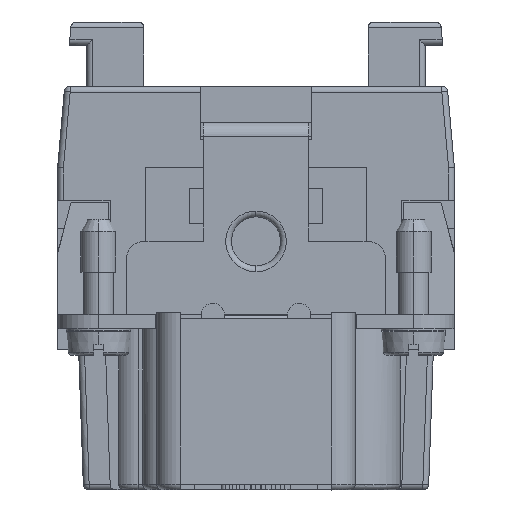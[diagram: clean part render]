
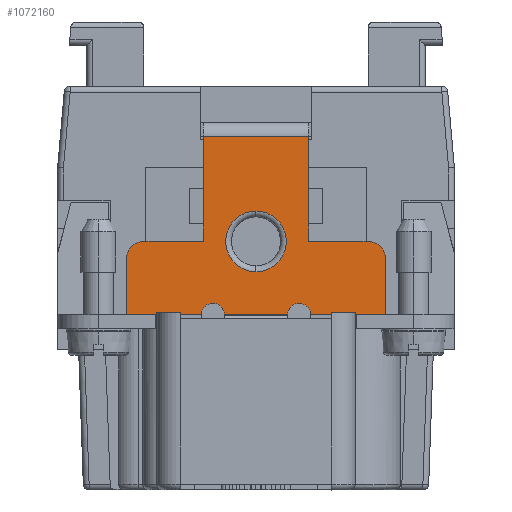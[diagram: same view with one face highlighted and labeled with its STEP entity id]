
A CAD part, left-side view. The second image highlights one B-rep face of the part: STEP entity #1072160.
In plain terms, the highlighted planar face has unit normal (-1, 0, 0).
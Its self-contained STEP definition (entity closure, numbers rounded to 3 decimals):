
#12830=CARTESIAN_POINT('',(14.446,74.176,
1.8));
#12840=VERTEX_POINT('',#12830);
#12890=CARTESIAN_POINT('',(14.446,74.176,
-21.2));
#12900=DIRECTION('',(0.,0.,-1.));
#12910=VECTOR('',#12900,1.);
#12920=LINE('',#12890,#12910);
#12930=CARTESIAN_POINT('',(14.446,74.176,
3.3));
#12940=VERTEX_POINT('',#12930);
#12950=EDGE_CURVE('',#12940,#12840,#12920,.T.);
#13170=CARTESIAN_POINT('',(14.446,74.176,
6.3));
#13180=VERTEX_POINT('',#13170);
#13210=CARTESIAN_POINT('',(14.446,74.176,
10.8));
#13220=VERTEX_POINT('',#13210);
#13230=EDGE_CURVE('',#13220,#13180,#12920,.T.);
#112910=CARTESIAN_POINT('',(14.446,83.176,
10.8));
#112920=VERTEX_POINT('',#112910);
#112950=CARTESIAN_POINT('',(14.446,83.176,
-21.2));
#112960=DIRECTION('',(0.,0.,1.));
#112970=VECTOR('',#112960,1.);
#112980=LINE('',#112950,#112970);
#112990=CARTESIAN_POINT('',(14.446,83.176,
6.3));
#113000=VERTEX_POINT('',#112990);
#113010=EDGE_CURVE('',#113000,#112920,#112980,.T.);
#113230=CARTESIAN_POINT('',(14.446,83.176,
3.3));
#113240=VERTEX_POINT('',#113230);
#113270=CARTESIAN_POINT('',(14.446,83.176,
1.8));
#113280=VERTEX_POINT('',#113270);
#113290=EDGE_CURVE('',#113280,#113240,#112980,.T.);
#1070570=CARTESIAN_POINT('',(14.446,78.676,
-0.8));
#1070580=VERTEX_POINT('',#1070570);
#1070610=CARTESIAN_POINT('',(14.446,78.676,
1.8));
#1070620=DIRECTION('',(-1.,0.,0.));
#1070630=DIRECTION('',(0.,-1.,0.));
#1070640=AXIS2_PLACEMENT_3D('',#1070610,#1070620,#1070630);
#1070650=CIRCLE('',#1070640,2.6);
#1070660=CARTESIAN_POINT('',(14.446,78.676,
4.4));
#1070670=VERTEX_POINT('',#1070660);
#1070680=EDGE_CURVE('',#1070670,#1070580,#1070650,.T.);
#1070880=CARTESIAN_POINT('',(14.446,78.128,
-2.634));
#1070890=DIRECTION('',(-1.,0.,0.));
#1070900=DIRECTION('',(0.,-1.,0.));
#1070910=AXIS2_PLACEMENT_3D('',#1070880,#1070890,#1070900);
#1070920=PLANE('',#1070910);
#1070930=CARTESIAN_POINT('',(14.446,76.076,
1.8));
#1070940=VERTEX_POINT('',#1070930);
#1070950=EDGE_CURVE('',#1070940,#1070670,#1070650,.T.);
#1070960=ORIENTED_EDGE('',*,*,#1070950,.F.);
#1070970=ORIENTED_EDGE('',*,*,#1070680,.F.);
#1070980=EDGE_CURVE('',#1070580,#1070940,#1070650,.T.);
#1070990=ORIENTED_EDGE('',*,*,#1070980,.F.);
#1071000=EDGE_LOOP('',(#1070990,#1070970,#1070960));
#1071010=FACE_BOUND('',#1071000,.T.);
#1071020=CARTESIAN_POINT('',(14.446,88.276,
0.3));
#1071030=DIRECTION('',(1.,0.,0.));
#1071040=DIRECTION('',(0.,1.,0.));
#1071050=AXIS2_PLACEMENT_3D('',#1071020,#1071030,#1071040);
#1071060=CIRCLE('',#1071050,1.5);
#1071070=CARTESIAN_POINT('',(14.446,89.776,
0.3));
#1071080=VERTEX_POINT('',#1071070);
#1071090=CARTESIAN_POINT('',(14.446,88.276,
1.8));
#1071100=VERTEX_POINT('',#1071090);
#1071110=EDGE_CURVE('',#1071080,#1071100,#1071060,.T.);
#1071120=ORIENTED_EDGE('',*,*,#1071110,.F.);
#1071130=CARTESIAN_POINT('',(14.446,122.675,
1.8));
#1071140=DIRECTION('',(0.,-1.,0.));
#1071150=VECTOR('',#1071140,1.);
#1071160=LINE('',#1071130,#1071150);
#1071170=EDGE_CURVE('',#1071100,#113280,#1071160,.T.);
#1071180=ORIENTED_EDGE('',*,*,#1071170,.F.);
#1071190=ORIENTED_EDGE('',*,*,#113290,.F.);
#1071200=CARTESIAN_POINT('',(14.446,83.176,
-21.2));
#1071210=DIRECTION('',(0.,0.,1.));
#1071220=VECTOR('',#1071210,1.);
#1071230=LINE('',#1071200,#1071220);
#1071240=EDGE_CURVE('',#113240,#113000,#1071230,.T.);
#1071250=ORIENTED_EDGE('',*,*,#1071240,.F.);
#1071260=ORIENTED_EDGE('',*,*,#113010,.F.);
#1071270=CARTESIAN_POINT('',(14.446,122.675,
10.8));
#1071280=DIRECTION('',(0.,-1.,0.));
#1071290=VECTOR('',#1071280,1.);
#1071300=LINE('',#1071270,#1071290);
#1071310=EDGE_CURVE('',#112920,#13220,#1071300,.T.);
#1071320=ORIENTED_EDGE('',*,*,#1071310,.F.);
#1071330=ORIENTED_EDGE('',*,*,#13230,.F.);
#1071340=CARTESIAN_POINT('',(14.446,74.176,
-21.2));
#1071350=DIRECTION('',(0.,0.,1.));
#1071360=VECTOR('',#1071350,1.);
#1071370=LINE('',#1071340,#1071360);
#1071380=EDGE_CURVE('',#12940,#13180,#1071370,.T.);
#1071390=ORIENTED_EDGE('',*,*,#1071380,.T.);
#1071400=ORIENTED_EDGE('',*,*,#12950,.F.);
#1071410=CARTESIAN_POINT('',(14.446,122.675,
1.8));
#1071420=DIRECTION('',(0.,-1.,0.));
#1071430=VECTOR('',#1071420,1.);
#1071440=LINE('',#1071410,#1071430);
#1071450=CARTESIAN_POINT('',(14.446,69.076,
1.8));
#1071460=VERTEX_POINT('',#1071450);
#1071470=EDGE_CURVE('',#12840,#1071460,#1071440,.T.);
#1071480=ORIENTED_EDGE('',*,*,#1071470,.F.);
#1071490=CARTESIAN_POINT('',(14.446,69.076,
0.3));
#1071500=DIRECTION('',(1.,0.,0.));
#1071510=DIRECTION('',(0.,1.,0.));
#1071520=AXIS2_PLACEMENT_3D('',#1071490,#1071500,#1071510);
#1071530=CIRCLE('',#1071520,1.5);
#1071540=CARTESIAN_POINT('',(14.446,67.576,
0.3));
#1071550=VERTEX_POINT('',#1071540);
#1071560=EDGE_CURVE('',#1071460,#1071550,#1071530,.T.);
#1071570=ORIENTED_EDGE('',*,*,#1071560,.F.);
#1071580=CARTESIAN_POINT('',(14.446,67.576,
-21.2));
#1071590=DIRECTION('',(0.,0.,-1.));
#1071600=VECTOR('',#1071590,1.);
#1071610=LINE('',#1071580,#1071600);
#1071620=CARTESIAN_POINT('',(14.446,67.576,
-4.5));
#1071630=VERTEX_POINT('',#1071620);
#1071640=EDGE_CURVE('',#1071550,#1071630,#1071610,.T.);
#1071650=ORIENTED_EDGE('',*,*,#1071640,.F.);
#1071660=CARTESIAN_POINT('',(14.446,122.675,
-4.5));
#1071670=DIRECTION('',(0.,1.,0.));
#1071680=VECTOR('',#1071670,1.);
#1071690=LINE('',#1071660,#1071680);
#1071700=CARTESIAN_POINT('',(14.446,73.976,
-4.5));
#1071710=VERTEX_POINT('',#1071700);
#1071720=EDGE_CURVE('',#1071630,#1071710,#1071690,.T.);
#1071730=ORIENTED_EDGE('',*,*,#1071720,.F.);
#1071740=CARTESIAN_POINT('',(14.446,74.976,
-4.5));
#1071750=DIRECTION('',(-1.,0.,0.));
#1071760=DIRECTION('',(0.,-1.,0.));
#1071770=AXIS2_PLACEMENT_3D('',#1071740,#1071750,#1071760);
#1071780=CIRCLE('',#1071770,1.);
#1071790=CARTESIAN_POINT('',(14.446,75.974,
-4.446));
#1071800=VERTEX_POINT('',#1071790);
#1071810=EDGE_CURVE('',#1071710,#1071800,#1071780,.T.);
#1071820=ORIENTED_EDGE('',*,*,#1071810,.F.);
#1071830=CARTESIAN_POINT('',(14.446,122.675,
-4.446));
#1071840=DIRECTION('',(0.,-1.,0.));
#1071850=VECTOR('',#1071840,1.);
#1071860=LINE('',#1071830,#1071850);
#1071870=CARTESIAN_POINT('',(14.446,81.377,
-4.446));
#1071880=VERTEX_POINT('',#1071870);
#1071890=EDGE_CURVE('',#1071880,#1071800,#1071860,.T.);
#1071900=ORIENTED_EDGE('',*,*,#1071890,.T.);
#1071910=CARTESIAN_POINT('',(14.446,82.376,
-4.5));
#1071920=DIRECTION('',(-1.,0.,0.));
#1071930=DIRECTION('',(0.,-1.,0.));
#1071940=AXIS2_PLACEMENT_3D('',#1071910,#1071920,#1071930);
#1071950=CIRCLE('',#1071940,1.);
#1071960=CARTESIAN_POINT('',(14.446,83.376,
-4.5));
#1071970=VERTEX_POINT('',#1071960);
#1071980=EDGE_CURVE('',#1071880,#1071970,#1071950,.T.);
#1071990=ORIENTED_EDGE('',*,*,#1071980,.F.);
#1072000=CARTESIAN_POINT('',(14.446,122.675,
-4.5));
#1072010=DIRECTION('',(0.,1.,0.));
#1072020=VECTOR('',#1072010,1.);
#1072030=LINE('',#1072000,#1072020);
#1072040=CARTESIAN_POINT('',(14.446,89.776,
-4.5));
#1072050=VERTEX_POINT('',#1072040);
#1072060=EDGE_CURVE('',#1071970,#1072050,#1072030,.T.);
#1072070=ORIENTED_EDGE('',*,*,#1072060,.F.);
#1072080=CARTESIAN_POINT('',(14.446,89.776,
-21.2));
#1072090=DIRECTION('',(0.,0.,1.));
#1072100=VECTOR('',#1072090,1.);
#1072110=LINE('',#1072080,#1072100);
#1072120=EDGE_CURVE('',#1072050,#1071080,#1072110,.T.);
#1072130=ORIENTED_EDGE('',*,*,#1072120,.F.);
#1072140=EDGE_LOOP('',(#1072130,#1072070,#1071990,#1071900,#1071820,
#1071730,#1071650,#1071570,#1071480,#1071400,#1071390,#1071330,#1071320,
#1071260,#1071250,#1071190,#1071180,#1071120));
#1072150=FACE_OUTER_BOUND('',#1072140,.T.);
#1072160=ADVANCED_FACE('',(#1071010,#1072150),#1070920,.T.);
